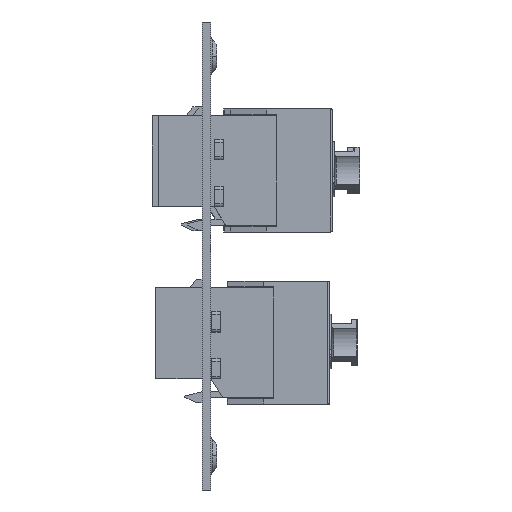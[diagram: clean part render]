
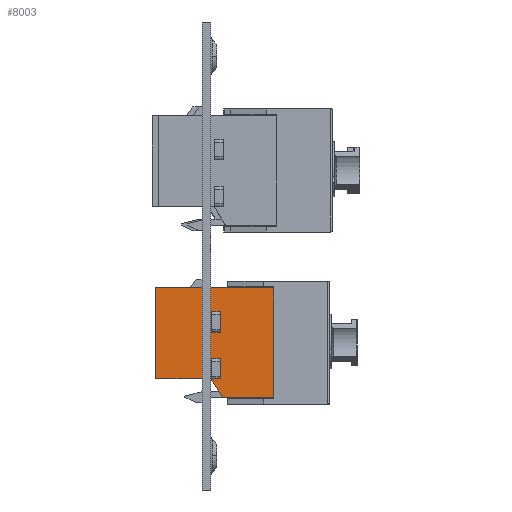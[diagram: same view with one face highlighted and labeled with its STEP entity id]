
A CAD part, left-side view. The second image highlights one B-rep face of the part: STEP entity #8003.
In plain terms, the highlighted face is planar.
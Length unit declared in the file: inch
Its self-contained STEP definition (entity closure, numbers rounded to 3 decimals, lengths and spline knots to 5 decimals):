
#77 = CARTESIAN_POINT ( 'NONE',  ( 0.285, -0.01, 0.445 ) ) ;
#268 = LINE ( 'NONE', #323, #19245 ) ;
#323 = CARTESIAN_POINT ( 'NONE',  ( 0.285, 0.442, 0.722 ) ) ;
#646 = VECTOR ( 'NONE', #11351, 39.37008 ) ;
#1100 = ORIENTED_EDGE ( 'NONE', *, *, #17636, .F. ) ;
#1320 = CARTESIAN_POINT ( 'NONE',  ( 0.285, -0.01, 0.385 ) ) ;
#1507 = LINE ( 'NONE', #2831, #18465 ) ;
#1677 = VERTEX_POINT ( 'NONE', #8211 ) ;
#1680 = FACE_BOUND ( 'NONE', #16198, .T. ) ;
#1739 = CARTESIAN_POINT ( 'NONE',  ( 0.285, 0.175, 0.385 ) ) ;
#1766 = CARTESIAN_POINT ( 'NONE',  ( 0.285, 0.314, 0. ) ) ;
#2368 = DIRECTION ( 'NONE',  ( 0., -1., 0. ) ) ;
#2618 = ORIENTED_EDGE ( 'NONE', *, *, #3382, .F. ) ;
#2831 = CARTESIAN_POINT ( 'NONE',  ( 0.285, -0.149, 0.385 ) ) ;
#2872 = VECTOR ( 'NONE', #8948, 39.37008 ) ;
#3035 = VERTEX_POINT ( 'NONE', #18951 ) ;
#3382 = EDGE_CURVE ( 'NONE', #14110, #20520, #10050, .T. ) ;
#3685 = ORIENTED_EDGE ( 'NONE', *, *, #17673, .T. ) ;
#3803 = PLANE ( 'NONE',  #10032 ) ;
#3861 = LINE ( 'NONE', #1739, #7461 ) ;
#3863 = DIRECTION ( 'NONE',  ( 0., -1., 0. ) ) ;
#3914 = VERTEX_POINT ( 'NONE', #8655 ) ;
#4020 = ORIENTED_EDGE ( 'NONE', *, *, #10265, .F. ) ;
#4162 = CARTESIAN_POINT ( 'NONE',  ( 0.285, 0.314, 0. ) ) ;
#4177 = VECTOR ( 'NONE', #17136, 39.37008 ) ;
#4237 = CARTESIAN_POINT ( 'NONE',  ( 0.285, 0.175, 0.445 ) ) ;
#4557 = ORIENTED_EDGE ( 'NONE', *, *, #18867, .F. ) ;
#4570 = CARTESIAN_POINT ( 'NONE',  ( 0.285, -0.01, 0.445 ) ) ;
#5254 = VERTEX_POINT ( 'NONE', #9763 ) ;
#5449 = LINE ( 'NONE', #15277, #2872 ) ;
#5464 = ORIENTED_EDGE ( 'NONE', *, *, #10349, .F. ) ;
#5760 = LINE ( 'NONE', #13234, #6266 ) ;
#5802 = ORIENTED_EDGE ( 'NONE', *, *, #20368, .F. ) ;
#5928 = VECTOR ( 'NONE', #3863, 39.37008 ) ;
#5976 = VERTEX_POINT ( 'NONE', #20449 ) ;
#6266 = VECTOR ( 'NONE', #11430, 39.37008 ) ;
#6681 = VERTEX_POINT ( 'NONE', #77 ) ;
#6820 = CARTESIAN_POINT ( 'NONE',  ( 0.285, 0.442, 0.868 ) ) ;
#6874 = LINE ( 'NONE', #9119, #13495 ) ;
#7149 = EDGE_CURVE ( 'NONE', #1677, #5254, #6874, .T. ) ;
#7248 = CARTESIAN_POINT ( 'NONE',  ( 0.285, 0.314, 0.382 ) ) ;
#7461 = VECTOR ( 'NONE', #18229, 39.37008 ) ;
#7809 = CARTESIAN_POINT ( 'NONE',  ( 0.285, 0.314, 0.382 ) ) ;
#8003 = ADVANCED_FACE ( 'NONE', ( #1680, #18098, #17061 ), #3803, .F. ) ;
#8211 = CARTESIAN_POINT ( 'NONE',  ( 0.285, 0.175, 0.385 ) ) ;
#8384 = DIRECTION ( 'NONE',  ( 0., 1., 0. ) ) ;
#8526 = EDGE_CURVE ( 'NONE', #5976, #16479, #16019, .T. ) ;
#8655 = CARTESIAN_POINT ( 'NONE',  ( 0.285, 0.314, 0.445 ) ) ;
#8948 = DIRECTION ( 'NONE',  ( 0., 0., 1. ) ) ;
#9086 = VECTOR ( 'NONE', #9159, 39.37008 ) ;
#9119 = CARTESIAN_POINT ( 'NONE',  ( 0.285, 0.314, 0.385 ) ) ;
#9137 = CARTESIAN_POINT ( 'NONE',  ( 0.285, -0.314, 0.868 ) ) ;
#9159 = DIRECTION ( 'NONE',  ( 0., 1., 0. ) ) ;
#9763 = CARTESIAN_POINT ( 'NONE',  ( 0.285, 0.314, 0.385 ) ) ;
#9844 = LINE ( 'NONE', #4570, #13175 ) ;
#10032 = AXIS2_PLACEMENT_3D ( 'NONE', #7248, #16838, #2368 ) ;
#10050 = LINE ( 'NONE', #20374, #4177 ) ;
#10265 = EDGE_CURVE ( 'NONE', #16059, #17757, #11282, .T. ) ;
#10349 = EDGE_CURVE ( 'NONE', #14957, #1677, #3861, .T. ) ;
#10516 = CARTESIAN_POINT ( 'NONE',  ( 0.285, -0.149, 0.445 ) ) ;
#10922 = VECTOR ( 'NONE', #14055, 39.37008 ) ;
#11282 = LINE ( 'NONE', #17854, #15173 ) ;
#11351 = DIRECTION ( 'NONE',  ( 0., 0.848, 0.53 ) ) ;
#11430 = DIRECTION ( 'NONE',  ( 0., 0., 1. ) ) ;
#12423 = CARTESIAN_POINT ( 'NONE',  ( 0.285, -0.314, 0. ) ) ;
#13175 = VECTOR ( 'NONE', #17698, 39.37008 ) ;
#13234 = CARTESIAN_POINT ( 'NONE',  ( 0.285, -0.01, 0.385 ) ) ;
#13261 = DIRECTION ( 'NONE',  ( 0., 0., 1. ) ) ;
#13495 = VECTOR ( 'NONE', #20610, 39.37008 ) ;
#13597 = LINE ( 'NONE', #15120, #5928 ) ;
#13814 = ORIENTED_EDGE ( 'NONE', *, *, #17495, .F. ) ;
#14055 = DIRECTION ( 'NONE',  ( 0., 0., -1. ) ) ;
#14110 = VERTEX_POINT ( 'NONE', #17791 ) ;
#14247 = DIRECTION ( 'NONE',  ( 0., 0., -1. ) ) ;
#14265 = EDGE_CURVE ( 'NONE', #3035, #17757, #268, .T. ) ;
#14468 = VECTOR ( 'NONE', #14247, 39.37008 ) ;
#14952 = EDGE_CURVE ( 'NONE', #16059, #19172, #16614, .T. ) ;
#14957 = VERTEX_POINT ( 'NONE', #4237 ) ;
#15120 = CARTESIAN_POINT ( 'NONE',  ( 0.285, 0.314, 0.445 ) ) ;
#15173 = VECTOR ( 'NONE', #8384, 39.37008 ) ;
#15277 = CARTESIAN_POINT ( 'NONE',  ( 0.285, 0.314, 0.385 ) ) ;
#15859 = ORIENTED_EDGE ( 'NONE', *, *, #7149, .F. ) ;
#16019 = LINE ( 'NONE', #7809, #14468 ) ;
#16059 = VERTEX_POINT ( 'NONE', #9137 ) ;
#16198 = EDGE_LOOP ( 'NONE', ( #15859, #5464, #4557, #19399 ) ) ;
#16234 = ORIENTED_EDGE ( 'NONE', *, *, #14952, .T. ) ;
#16479 = VERTEX_POINT ( 'NONE', #1766 ) ;
#16614 = LINE ( 'NONE', #17436, #10922 ) ;
#16838 = DIRECTION ( 'NONE',  ( -1., 0., 0. ) ) ;
#17061 = FACE_BOUND ( 'NONE', #18897, .T. ) ;
#17136 = DIRECTION ( 'NONE',  ( 0., 1., 0. ) ) ;
#17212 = EDGE_LOOP ( 'NONE', ( #20927, #20252, #3685, #18803, #4020, #16234 ) ) ;
#17302 = EDGE_CURVE ( 'NONE', #19172, #16479, #18359, .T. ) ;
#17436 = CARTESIAN_POINT ( 'NONE',  ( 0.285, -0.314, 0.382 ) ) ;
#17495 = EDGE_CURVE ( 'NONE', #6681, #20812, #9844, .T. ) ;
#17586 = DIRECTION ( 'NONE',  ( 0., 0., -1. ) ) ;
#17636 = EDGE_CURVE ( 'NONE', #20520, #6681, #5760, .T. ) ;
#17673 = EDGE_CURVE ( 'NONE', #5976, #3035, #20645, .T. ) ;
#17698 = DIRECTION ( 'NONE',  ( 0., -1., 0. ) ) ;
#17757 = VERTEX_POINT ( 'NONE', #6820 ) ;
#17791 = CARTESIAN_POINT ( 'NONE',  ( 0.285, -0.149, 0.385 ) ) ;
#17854 = CARTESIAN_POINT ( 'NONE',  ( 0.285, 0.442, 0.868 ) ) ;
#17914 = CARTESIAN_POINT ( 'NONE',  ( 0.285, 0.314, 0.382 ) ) ;
#18098 = FACE_OUTER_BOUND ( 'NONE', #17212, .T. ) ;
#18229 = DIRECTION ( 'NONE',  ( 0., 0., -1. ) ) ;
#18359 = LINE ( 'NONE', #4162, #9086 ) ;
#18384 = EDGE_CURVE ( 'NONE', #5254, #3914, #5449, .T. ) ;
#18465 = VECTOR ( 'NONE', #17586, 39.37008 ) ;
#18803 = ORIENTED_EDGE ( 'NONE', *, *, #14265, .T. ) ;
#18867 = EDGE_CURVE ( 'NONE', #3914, #14957, #13597, .T. ) ;
#18897 = EDGE_LOOP ( 'NONE', ( #2618, #5802, #13814, #1100 ) ) ;
#18951 = CARTESIAN_POINT ( 'NONE',  ( 0.285, 0.442, 0.462 ) ) ;
#19172 = VERTEX_POINT ( 'NONE', #12423 ) ;
#19245 = VECTOR ( 'NONE', #13261, 39.37008 ) ;
#19399 = ORIENTED_EDGE ( 'NONE', *, *, #18384, .F. ) ;
#20252 = ORIENTED_EDGE ( 'NONE', *, *, #8526, .F. ) ;
#20368 = EDGE_CURVE ( 'NONE', #20812, #14110, #1507, .T. ) ;
#20374 = CARTESIAN_POINT ( 'NONE',  ( 0.285, -0.01, 0.385 ) ) ;
#20449 = CARTESIAN_POINT ( 'NONE',  ( 0.285, 0.314, 0.382 ) ) ;
#20520 = VERTEX_POINT ( 'NONE', #1320 ) ;
#20610 = DIRECTION ( 'NONE',  ( 0., 1., 0. ) ) ;
#20645 = LINE ( 'NONE', #17914, #646 ) ;
#20812 = VERTEX_POINT ( 'NONE', #10516 ) ;
#20927 = ORIENTED_EDGE ( 'NONE', *, *, #17302, .T. ) ;
